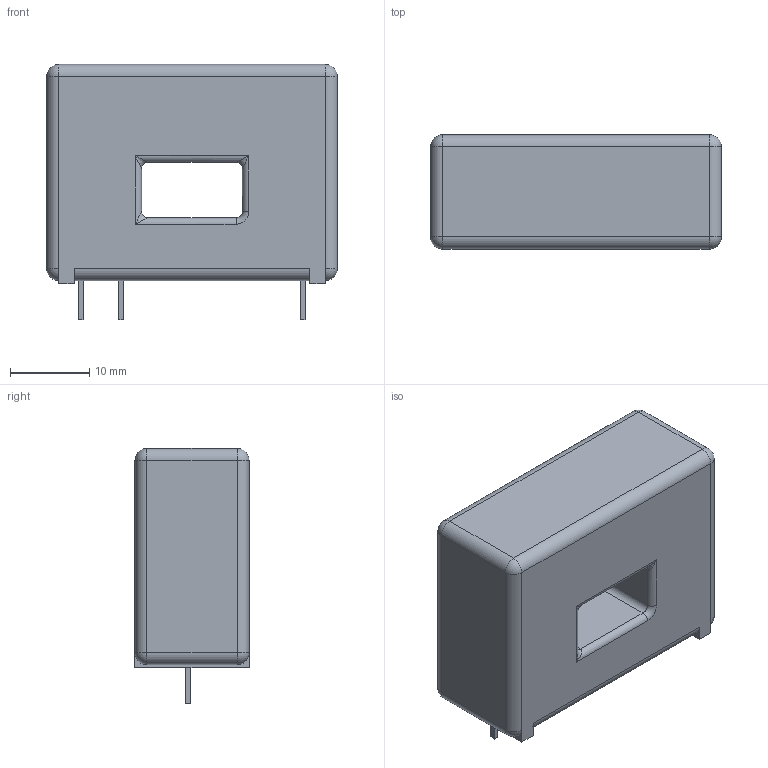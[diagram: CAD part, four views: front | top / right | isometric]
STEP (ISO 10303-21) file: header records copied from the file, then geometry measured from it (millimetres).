
FILE_DESCRIPTION(/* description */ (''),/* implementation_level */ '2;1');
FILE_NAME(/* name */ 'SENS_LEM_LA 55-P.stp',/* time_stamp */ '2016-05-26T11:35:27+02:00',/* author */ ('riccim'),/* organization */ ('SolidWorks'),/* preprocessor_version */ 'ST-DEVELOPER v15.5',/* originating_system */ 'AutoCAD Mechanical',/* authorisation */ ' ');
FILE_SCHEMA (('AUTOMOTIVE_DESIGN { 1 0 10303 214 3 1 1 }'));
Length unit declared in the file: millimetre
Products named in the file (1): Product
Bounding box: 36.6 x 14.35 x 32.1 mm (x, y, z)
Volume: 12893.7 mm3; surface area: 4039.1 mm2
Topology: 4 solids, 4 shells, 74 faces, 162 edges, 93 vertices
Faces by surface type: plane 34, cylinder 24, sphere 8, torus 5, bspline 3
Entity records: 2146 total; most frequent: CARTESIAN_POINT 474, DIRECTION 360, ORIENTED_EDGE 318, EDGE_CURVE 159, AXIS2_PLACEMENT_3D 129, LINE 102, VECTOR 102, VERTEX_POINT 93
